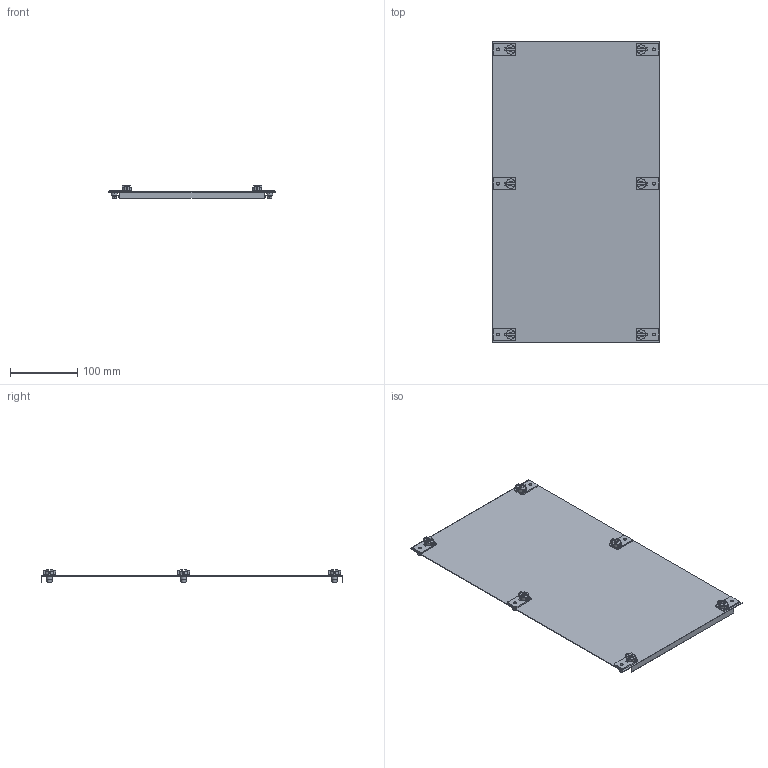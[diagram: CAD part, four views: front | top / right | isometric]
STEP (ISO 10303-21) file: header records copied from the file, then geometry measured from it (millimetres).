
FILE_DESCRIPTION((''),'2;1');
FILE_NAME('001101443_CP_1_3_F_ASM','2023-01-23T07:47:30',('klemen.sitar'),('Audax d.o.o.'),'CREO PARAMETRIC BY PTC INC, 2021304','CREO PARAMETRIC BY PTC INC, 2021304','');
FILE_SCHEMA(('AP242_MANAGED_MODEL_BASED_3D_ENGINEERING_MIM_LF { 1 0 10303 442 1 1 4 }'));
Length unit declared in the file: millimetre
Products named in the file (14): PRT0002_1_1_1_1_1; PRT0002_1_1_1_1_1_1_2_1_1_2_1; PRT0003_1_1_1_1_1_1_2_1_1_2_1; PRT0002_1_1_1_1_1_1_2_3_1_1_2_1; PRT0003_1_1_1_1_1_1_2_3_1_1_2_1; PRT0002_1_1_1_1_2_1_1_1; PRT0003_1_1_1_1_1_2_3_1; PRT0002_1_1_1_1_2_3_1_1_1; PRT0003_1_1_1_1_1_1_2_3_4_5_1; PRT0002_1_1_1_1_1_1_2_1_1_2_3_4; PRT0003_1_1_1_1_1_1_2_1_1_2_3_4; PRT0002_1_1_1_1_1_1_2_3_1_1_2_4; PRT0003_1_1_1_1_1_1_2_3_1_1_2_4; 001101443_CP_1_3_F_ASM
Assembly tree (13 placements, depth 2):
  001101443_CP_1_3_F_ASM
    PRT0002_1_1_1_1_1
    PRT0002_1_1_1_1_1_1_2_1_1_2_1
    PRT0003_1_1_1_1_1_1_2_1_1_2_1
    PRT0002_1_1_1_1_1_1_2_3_1_1_2_1
    PRT0003_1_1_1_1_1_1_2_3_1_1_2_1
    PRT0002_1_1_1_1_2_1_1_1
    PRT0003_1_1_1_1_1_2_3_1
    PRT0002_1_1_1_1_2_3_1_1_1
    PRT0003_1_1_1_1_1_1_2_3_4_5_1
    PRT0002_1_1_1_1_1_1_2_1_1_2_3_4
    PRT0003_1_1_1_1_1_1_2_1_1_2_3_4
    PRT0002_1_1_1_1_1_1_2_3_1_1_2_4
    PRT0003_1_1_1_1_1_1_2_3_1_1_2_4
Bounding box: 250 x 450 x 18.6 mm (x, y, z)
Volume: 133033.2 mm3; surface area: 250939.2 mm2
Topology: 13 solids, 13 shells, 518 faces, 1586 edges, 1188 vertices
Faces by surface type: plane 326, cylinder 180, cone 12
Entity records: 27671 total; most frequent: CARTESIAN_POINT 4164, DIRECTION 3106, ORIENTED_EDGE 2996, PRESENTATION_STYLE_ASSIGNMENT 1721, STYLED_ITEM 1721, CURVE_STYLE 1658, EDGE_CURVE 1498, PRESENTATION_LAYER_ASSIGNMENT 1083
